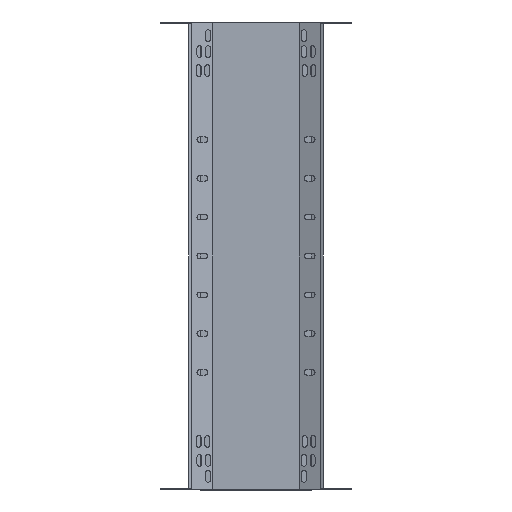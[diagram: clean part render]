
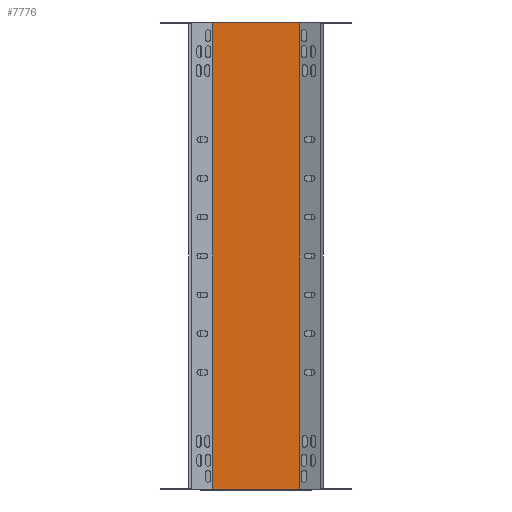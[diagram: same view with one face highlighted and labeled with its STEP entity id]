
A CAD part, front view. The second image highlights one B-rep face of the part: STEP entity #7776.
In plain terms, the highlighted planar face has unit normal (0, -1, 0).
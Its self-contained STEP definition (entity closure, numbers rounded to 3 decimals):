
#80 = CARTESIAN_POINT ( 'NONE',  ( -55.75, -81., -300.8 ) ) ;
#246 = DIRECTION ( 'NONE',  ( 0., -1., 0. ) ) ;
#361 = AXIS2_PLACEMENT_3D ( 'NONE', #3445, #246, #5882 ) ;
#777 = CARTESIAN_POINT ( 'NONE',  ( -56.881, -81., -300.8 ) ) ;
#1233 = DIRECTION ( 'NONE',  ( 0., 0., 1. ) ) ;
#2190 = EDGE_LOOP ( 'NONE', ( #7174, #6932, #3204, #3363 ) ) ;
#2215 = FACE_OUTER_BOUND ( 'NONE', #2190, .T. ) ;
#2632 = LINE ( 'NONE', #6071, #6674 ) ;
#2909 = CARTESIAN_POINT ( 'NONE',  ( -55.75, -81., 300.8 ) ) ;
#3178 = EDGE_CURVE ( 'NONE', #7655, #3787, #4226, .T. ) ;
#3204 = ORIENTED_EDGE ( 'NONE', *, *, #5859, .T. ) ;
#3222 = VECTOR ( 'NONE', #6431, 1000. ) ;
#3363 = ORIENTED_EDGE ( 'NONE', *, *, #7303, .T. ) ;
#3445 = CARTESIAN_POINT ( 'NONE',  ( -55.75, -81., -299. ) ) ;
#3573 = DIRECTION ( 'NONE',  ( 0., 0., 1. ) ) ;
#3657 = DIRECTION ( 'NONE',  ( -1., 0., 0. ) ) ;
#3754 = CARTESIAN_POINT ( 'NONE',  ( 55.75, -81., -300.8 ) ) ;
#3787 = VERTEX_POINT ( 'NONE', #2909 ) ;
#4090 = VECTOR ( 'NONE', #3657, 1000. ) ;
#4226 = LINE ( 'NONE', #6019, #10386 ) ;
#5068 = PLANE ( 'NONE',  #361 ) ;
#5378 = LINE ( 'NONE', #777, #3222 ) ;
#5859 = EDGE_CURVE ( 'NONE', #10153, #9789, #2632, .T. ) ;
#5882 = DIRECTION ( 'NONE',  ( -1., 0., 0. ) ) ;
#6019 = CARTESIAN_POINT ( 'NONE',  ( -55.75, -81., -299. ) ) ;
#6071 = CARTESIAN_POINT ( 'NONE',  ( 55.75, -81., -299. ) ) ;
#6247 = LINE ( 'NONE', #9286, #4090 ) ;
#6431 = DIRECTION ( 'NONE',  ( 1., 0., 0. ) ) ;
#6674 = VECTOR ( 'NONE', #1233, 1000. ) ;
#6762 = EDGE_CURVE ( 'NONE', #7655, #10153, #5378, .T. ) ;
#6932 = ORIENTED_EDGE ( 'NONE', *, *, #6762, .T. ) ;
#7174 = ORIENTED_EDGE ( 'NONE', *, *, #3178, .F. ) ;
#7303 = EDGE_CURVE ( 'NONE', #9789, #3787, #6247, .T. ) ;
#7426 = CARTESIAN_POINT ( 'NONE',  ( 55.75, -81., 300.8 ) ) ;
#7655 = VERTEX_POINT ( 'NONE', #80 ) ;
#7776 = ADVANCED_FACE ( 'NONE', ( #2215 ), #5068, .T. ) ;
#9286 = CARTESIAN_POINT ( 'NONE',  ( 56.881, -81., 300.8 ) ) ;
#9789 = VERTEX_POINT ( 'NONE', #7426 ) ;
#10153 = VERTEX_POINT ( 'NONE', #3754 ) ;
#10386 = VECTOR ( 'NONE', #3573, 1000. ) ;
